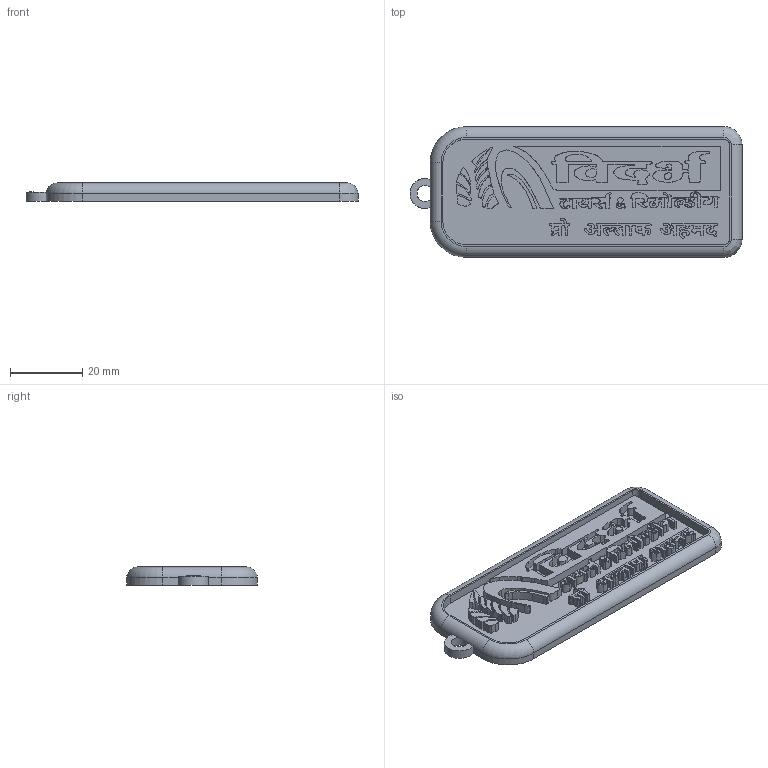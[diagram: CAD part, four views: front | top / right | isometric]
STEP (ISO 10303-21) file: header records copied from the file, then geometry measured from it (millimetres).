
FILE_DESCRIPTION( ( '' ), ' ' );
FILE_NAME( '5c4eaba0369e8d15e64d7275.step', '2019-01-28T07:13:38', ( '' ), ( '' ), ' ', ' ', ' ' );
FILE_SCHEMA( ( 'AUTOMOTIVE_DESIGN { 1 0 10303 214 1 1 1 1 }' ) );
Length unit declared in the file: metre
Products named in the file (1): Part 1
Bounding box: 91.86 x 36.16 x 5 mm (x, y, z)
Volume: 11077.3 mm3; surface area: 10193.1 mm2
Topology: 1 solids, 1 shells, 759 faces, 2162 edges, 1438 vertices
Faces by surface type: extrusion 536, plane 197, cylinder 22, torus 2, bspline 2
Full cylindrical faces by diameter (mm): 0.778 x1, 0.858 x1, 4.425 x1
Entity records: 35289 total; most frequent: CARTESIAN_POINT 11522, ORIENTED_EDGE 4318, EDGE_CURVE 2159, DIRECTION 2117, B_SPLINE_CURVE_WITH_KNOTS 1615, VECTOR 1559, VERTEX_POINT 1438, LINE 1023
